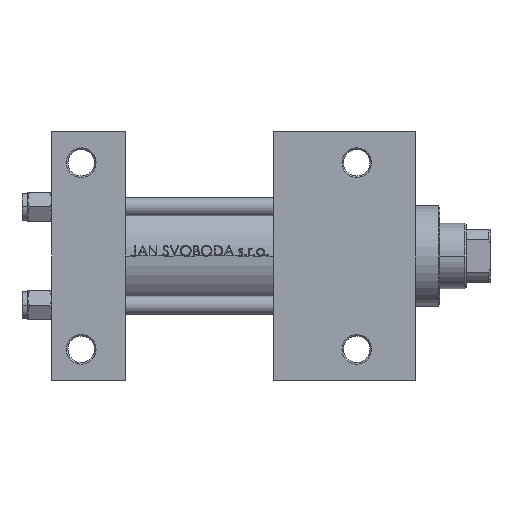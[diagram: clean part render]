
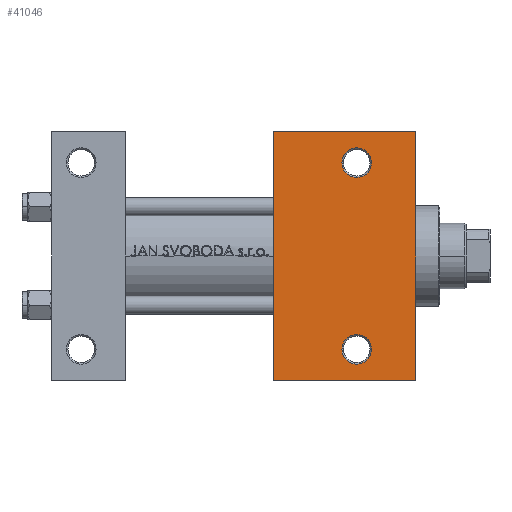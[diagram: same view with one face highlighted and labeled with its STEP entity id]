
A CAD part, front view. The second image highlights one B-rep face of the part: STEP entity #41046.
In plain terms, the highlighted face is planar.
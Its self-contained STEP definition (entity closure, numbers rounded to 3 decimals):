
#178 = CARTESIAN_POINT ( 'NONE',  ( 123., -42., -22.5 ) ) ;
#202 = EDGE_CURVE ( 'NONE', #40408, #12152, #11795, .T. ) ;
#818 = EDGE_CURVE ( 'NONE', #40871, #22860, #14778, .T. ) ;
#1604 = AXIS2_PLACEMENT_3D ( 'NONE', #35948, #14033, #46791 ) ;
#3235 = FACE_BOUND ( 'NONE', #10465, .T. ) ;
#5454 = CIRCLE ( 'NONE', #1604, 5. ) ;
#5482 = CIRCLE ( 'NONE', #17052, 5. ) ;
#7171 = ORIENTED_EDGE ( 'NONE', *, *, #16026, .T. ) ;
#7336 = VECTOR ( 'NONE', #34293, 1000. ) ;
#8335 = DIRECTION ( 'NONE',  ( 1., 0., 0. ) ) ;
#9328 = CARTESIAN_POINT ( 'NONE',  ( 103., 31.5, -22.5 ) ) ;
#9899 = DIRECTION ( 'NONE',  ( 0., 0., 1. ) ) ;
#9972 = FACE_BOUND ( 'NONE', #31021, .T. ) ;
#10022 = AXIS2_PLACEMENT_3D ( 'NONE', #9328, #24508, #38953 ) ;
#10142 = CARTESIAN_POINT ( 'NONE',  ( 75., 42., -22.5 ) ) ;
#10465 = EDGE_LOOP ( 'NONE', ( #39997, #24968 ) ) ;
#10698 = DIRECTION ( 'NONE',  ( 0., 0., -1. ) ) ;
#11795 = LINE ( 'NONE', #26492, #22433 ) ;
#12152 = VERTEX_POINT ( 'NONE', #31096 ) ;
#12761 = VERTEX_POINT ( 'NONE', #20276 ) ;
#12858 = CARTESIAN_POINT ( 'NONE',  ( 103., 31.5, -22.5 ) ) ;
#14033 = DIRECTION ( 'NONE',  ( 0., 0., 1. ) ) ;
#14778 = CIRCLE ( 'NONE', #27816, 5. ) ;
#16026 = EDGE_CURVE ( 'NONE', #28702, #12152, #34061, .T. ) ;
#16271 = CARTESIAN_POINT ( 'NONE',  ( 98., 31.5, -22.5 ) ) ;
#16579 = VECTOR ( 'NONE', #45508, 1000. ) ;
#16731 = EDGE_CURVE ( 'NONE', #20315, #28702, #37793, .T. ) ;
#17052 = AXIS2_PLACEMENT_3D ( 'NONE', #36407, #9899, #28693 ) ;
#17700 = DIRECTION ( 'NONE',  ( 0., 1., 0. ) ) ;
#18748 = CARTESIAN_POINT ( 'NONE',  ( 108., -31.5, -22.5 ) ) ;
#19216 = ORIENTED_EDGE ( 'NONE', *, *, #202, .F. ) ;
#19336 = AXIS2_PLACEMENT_3D ( 'NONE', #43707, #10698, #17700 ) ;
#19478 = EDGE_CURVE ( 'NONE', #40408, #20315, #23287, .T. ) ;
#20276 = CARTESIAN_POINT ( 'NONE',  ( 98., -31.5, -22.5 ) ) ;
#20315 = VERTEX_POINT ( 'NONE', #46277 ) ;
#20542 = VECTOR ( 'NONE', #8335, 1000. ) ;
#21020 = ORIENTED_EDGE ( 'NONE', *, *, #16731, .T. ) ;
#22433 = VECTOR ( 'NONE', #33482, 1000. ) ;
#22754 = ORIENTED_EDGE ( 'NONE', *, *, #19478, .T. ) ;
#22860 = VERTEX_POINT ( 'NONE', #23633 ) ;
#23287 = LINE ( 'NONE', #27362, #20542 ) ;
#23409 = VERTEX_POINT ( 'NONE', #18748 ) ;
#23475 = DIRECTION ( 'NONE',  ( 0., 1., 0. ) ) ;
#23633 = CARTESIAN_POINT ( 'NONE',  ( 108., 31.5, -22.5 ) ) ;
#24508 = DIRECTION ( 'NONE',  ( 0., 0., 1. ) ) ;
#24968 = ORIENTED_EDGE ( 'NONE', *, *, #34167, .T. ) ;
#26492 = CARTESIAN_POINT ( 'NONE',  ( 75., 22.5, -22.5 ) ) ;
#27362 = CARTESIAN_POINT ( 'NONE',  ( 75., 42., -22.5 ) ) ;
#27816 = AXIS2_PLACEMENT_3D ( 'NONE', #12858, #42006, #23475 ) ;
#28500 = CIRCLE ( 'NONE', #10022, 5. ) ;
#28693 = DIRECTION ( 'NONE',  ( 0., 1., 0. ) ) ;
#28702 = VERTEX_POINT ( 'NONE', #178 ) ;
#29797 = ORIENTED_EDGE ( 'NONE', *, *, #33392, .T. ) ;
#31021 = EDGE_LOOP ( 'NONE', ( #47641, #29797 ) ) ;
#31096 = CARTESIAN_POINT ( 'NONE',  ( 75., -42., -22.5 ) ) ;
#33392 = EDGE_CURVE ( 'NONE', #22860, #40871, #28500, .T. ) ;
#33482 = DIRECTION ( 'NONE',  ( 0., -1., 0. ) ) ;
#34061 = LINE ( 'NONE', #40584, #7336 ) ;
#34167 = EDGE_CURVE ( 'NONE', #23409, #12761, #5454, .T. ) ;
#34293 = DIRECTION ( 'NONE',  ( -1., 0., 0. ) ) ;
#35948 = CARTESIAN_POINT ( 'NONE',  ( 103., -31.5, -22.5 ) ) ;
#36240 = PLANE ( 'NONE',  #19336 ) ;
#36407 = CARTESIAN_POINT ( 'NONE',  ( 103., -31.5, -22.5 ) ) ;
#37793 = LINE ( 'NONE', #38745, #16579 ) ;
#38745 = CARTESIAN_POINT ( 'NONE',  ( 123., 22.5, -22.5 ) ) ;
#38953 = DIRECTION ( 'NONE',  ( 0., 1., 0. ) ) ;
#39520 = EDGE_CURVE ( 'NONE', #12761, #23409, #5482, .T. ) ;
#39997 = ORIENTED_EDGE ( 'NONE', *, *, #39520, .T. ) ;
#40408 = VERTEX_POINT ( 'NONE', #10142 ) ;
#40443 = EDGE_LOOP ( 'NONE', ( #19216, #22754, #21020, #7171 ) ) ;
#40584 = CARTESIAN_POINT ( 'NONE',  ( 75., -42., -22.5 ) ) ;
#40871 = VERTEX_POINT ( 'NONE', #16271 ) ;
#41046 = ADVANCED_FACE ( 'NONE', ( #9972, #3235, #46614 ), #36240, .T. ) ;
#42006 = DIRECTION ( 'NONE',  ( 0., 0., 1. ) ) ;
#43707 = CARTESIAN_POINT ( 'NONE',  ( 123., 22.5, -22.5 ) ) ;
#45508 = DIRECTION ( 'NONE',  ( 0., -1., 0. ) ) ;
#46277 = CARTESIAN_POINT ( 'NONE',  ( 123., 42., -22.5 ) ) ;
#46614 = FACE_OUTER_BOUND ( 'NONE', #40443, .T. ) ;
#46791 = DIRECTION ( 'NONE',  ( 0., 1., 0. ) ) ;
#47641 = ORIENTED_EDGE ( 'NONE', *, *, #818, .T. ) ;
